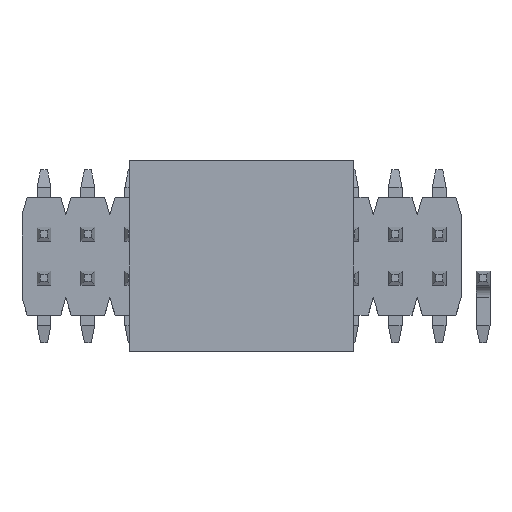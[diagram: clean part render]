
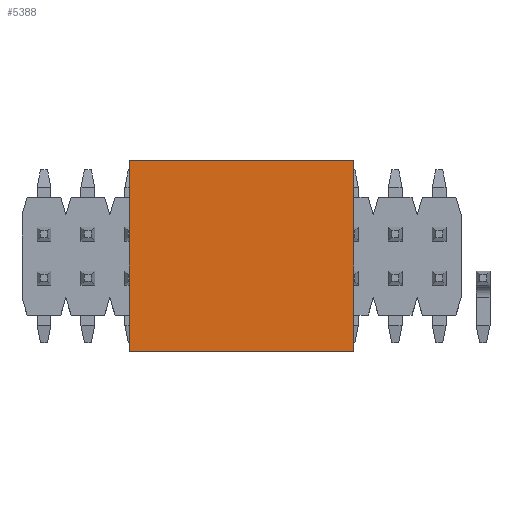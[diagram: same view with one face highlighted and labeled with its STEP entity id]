
A CAD part, top view. The second image highlights one B-rep face of the part: STEP entity #5388.
In plain terms, the highlighted planar face has unit normal (0, 0, 1).
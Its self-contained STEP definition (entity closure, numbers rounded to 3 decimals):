
#1544=ORIENTED_EDGE('',*,*,#2379,.T.);
#1545=ORIENTED_EDGE('',*,*,#2380,.F.);
#1546=ORIENTED_EDGE('',*,*,#2381,.F.);
#1547=ORIENTED_EDGE('',*,*,#2382,.T.);
#2379=EDGE_CURVE('',#2886,#2887,#3607,.T.);
#2380=EDGE_CURVE('',#2888,#2887,#3608,.T.);
#2381=EDGE_CURVE('',#2889,#2888,#3609,.T.);
#2382=EDGE_CURVE('',#2889,#2886,#3610,.T.);
#2886=VERTEX_POINT('',#8499);
#2887=VERTEX_POINT('',#8500);
#2888=VERTEX_POINT('',#8502);
#2889=VERTEX_POINT('',#8504);
#3607=LINE('',#8498,#4331);
#3608=LINE('',#8501,#4332);
#3609=LINE('',#8503,#4333);
#3610=LINE('',#8505,#4334);
#4331=VECTOR('',#6957,1000.);
#4332=VECTOR('',#6958,1000.);
#4333=VECTOR('',#6959,1000.);
#4334=VECTOR('',#6960,1000.);
#4622=EDGE_LOOP('',(#1544,#1545,#1546,#1547));
#4896=FACE_BOUND('',#4622,.T.);
#5142=PLANE('',#5702);
#5388=ADVANCED_FACE('',(#4896),#5142,.F.);
#5702=AXIS2_PLACEMENT_3D('',#8497,#6955,#6956);
#6955=DIRECTION('',(0.,0.,-1.));
#6956=DIRECTION('',(-1.,0.,0.));
#6957=DIRECTION('',(-1.,0.,0.));
#6958=DIRECTION('',(0.,1.,0.));
#6959=DIRECTION('',(-1.,0.,0.));
#6960=DIRECTION('',(0.,1.,0.));
#8497=CARTESIAN_POINT('',(2.75,-3.25,1.4));
#8498=CARTESIAN_POINT('',(2.75,3.25,1.4));
#8499=CARTESIAN_POINT('',(2.75,3.25,1.4));
#8500=CARTESIAN_POINT('',(-2.75,3.25,1.4));
#8501=CARTESIAN_POINT('',(-2.75,-3.25,1.4));
#8502=CARTESIAN_POINT('',(-2.75,-3.25,1.4));
#8503=CARTESIAN_POINT('',(2.75,-3.25,1.4));
#8504=CARTESIAN_POINT('',(2.75,-3.25,1.4));
#8505=CARTESIAN_POINT('',(2.75,-3.25,1.4));
